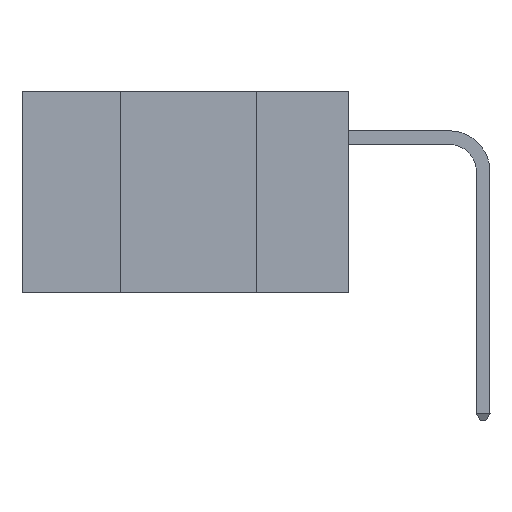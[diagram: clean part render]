
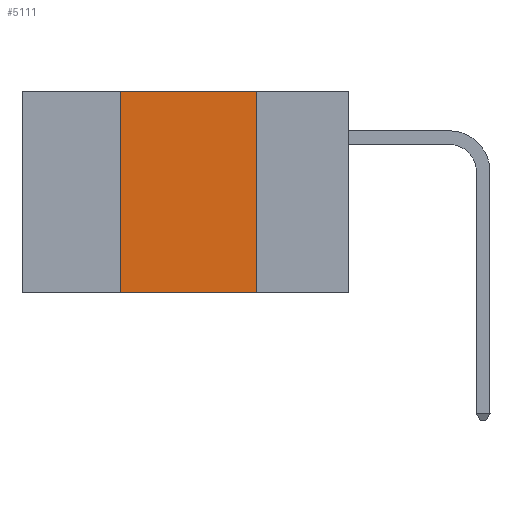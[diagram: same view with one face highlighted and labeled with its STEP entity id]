
A CAD part, left-side view. The second image highlights one B-rep face of the part: STEP entity #5111.
In plain terms, the highlighted planar face has unit normal (-1, 0, 0).
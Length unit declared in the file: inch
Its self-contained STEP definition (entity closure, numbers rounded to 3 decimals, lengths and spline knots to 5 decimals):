
#4 = EDGE_CURVE ( 'NONE', #3182, #7063, #4144, .T. ) ;
#102 = DIRECTION ( 'NONE',  ( 0., 0., -1. ) ) ;
#901 = CARTESIAN_POINT ( 'NONE',  ( 0., 0.17, 0. ) ) ;
#1597 = EDGE_CURVE ( 'NONE', #8390, #10268, #11748, .T. ) ;
#2136 = DIRECTION ( 'NONE',  ( 0., -1., 0. ) ) ;
#2152 = ORIENTED_EDGE ( 'NONE', *, *, #1597, .F. ) ;
#2922 = CARTESIAN_POINT ( 'NONE',  ( 0., 0.17, 0. ) ) ;
#3004 = VECTOR ( 'NONE', #6721, 39.37008 ) ;
#3182 = VERTEX_POINT ( 'NONE', #4658 ) ;
#4005 = CARTESIAN_POINT ( 'NONE',  ( 0., 0.6, 0. ) ) ;
#4058 = EDGE_CURVE ( 'NONE', #10268, #7063, #11338, .T. ) ;
#4144 = LINE ( 'NONE', #10786, #7402 ) ;
#4151 = CARTESIAN_POINT ( 'NONE',  ( 0., 0.6, 0. ) ) ;
#4658 = CARTESIAN_POINT ( 'NONE',  ( 0., 0.42, -0.37 ) ) ;
#4776 = ORIENTED_EDGE ( 'NONE', *, *, #4, .T. ) ;
#5111 = ADVANCED_FACE ( 'NONE', ( #6982 ), #11784, .F. ) ;
#5923 = CARTESIAN_POINT ( 'NONE',  ( 0., 0.42, 0. ) ) ;
#5989 = DIRECTION ( 'NONE',  ( 0., -1., 0. ) ) ;
#6721 = DIRECTION ( 'NONE',  ( 0., 0., -1. ) ) ;
#6982 = FACE_OUTER_BOUND ( 'NONE', #10796, .T. ) ;
#7063 = VERTEX_POINT ( 'NONE', #7394 ) ;
#7219 = ORIENTED_EDGE ( 'NONE', *, *, #9759, .F. ) ;
#7394 = CARTESIAN_POINT ( 'NONE',  ( 0., 0.17, -0.37 ) ) ;
#7402 = VECTOR ( 'NONE', #5989, 39.37008 ) ;
#7946 = LINE ( 'NONE', #5923, #9004 ) ;
#8390 = VERTEX_POINT ( 'NONE', #10614 ) ;
#8509 = VECTOR ( 'NONE', #2136, 39.37008 ) ;
#8759 = DIRECTION ( 'NONE',  ( 1., 0., 0. ) ) ;
#9004 = VECTOR ( 'NONE', #9834, 39.37008 ) ;
#9759 = EDGE_CURVE ( 'NONE', #3182, #8390, #7946, .T. ) ;
#9834 = DIRECTION ( 'NONE',  ( 0., 0., 1. ) ) ;
#10268 = VERTEX_POINT ( 'NONE', #2922 ) ;
#10614 = CARTESIAN_POINT ( 'NONE',  ( 0., 0.42, 0. ) ) ;
#10786 = CARTESIAN_POINT ( 'NONE',  ( 0., 0.6, -0.37 ) ) ;
#10796 = EDGE_LOOP ( 'NONE', ( #11214, #2152, #7219, #4776 ) ) ;
#11119 = AXIS2_PLACEMENT_3D ( 'NONE', #4005, #8759, #102 ) ;
#11214 = ORIENTED_EDGE ( 'NONE', *, *, #4058, .F. ) ;
#11338 = LINE ( 'NONE', #901, #3004 ) ;
#11748 = LINE ( 'NONE', #4151, #8509 ) ;
#11784 = PLANE ( 'NONE',  #11119 ) ;
